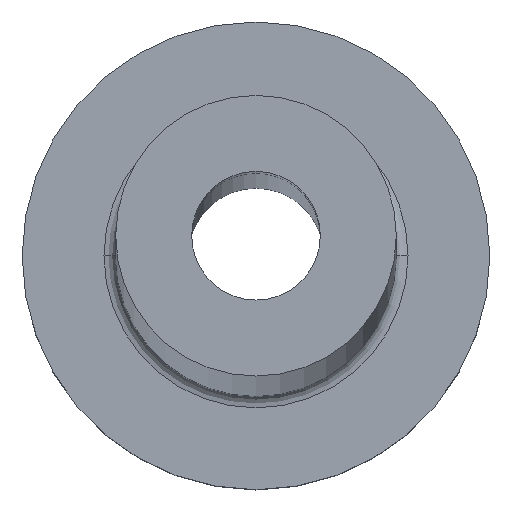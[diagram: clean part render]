
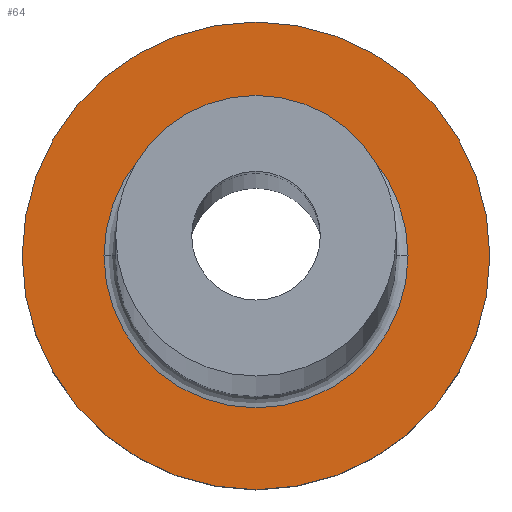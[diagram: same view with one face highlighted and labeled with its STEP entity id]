
A CAD part, top view. The second image highlights one B-rep face of the part: STEP entity #64.
In plain terms, the highlighted planar face has unit normal (0, 0, 1).
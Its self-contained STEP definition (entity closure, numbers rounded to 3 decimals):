
#6 = VERTEX_POINT ( 'NONE', #265 ) ;
#9 = VERTEX_POINT ( 'NONE', #407 ) ;
#10 = DIRECTION ( 'NONE',  ( 0., 0., -1. ) ) ;
#15 = AXIS2_PLACEMENT_3D ( 'NONE', #441, #327, #436 ) ;
#19 = PLANE ( 'NONE',  #351 ) ;
#21 = DIRECTION ( 'NONE',  ( 0., 0., -1. ) ) ;
#31 = AXIS2_PLACEMENT_3D ( 'NONE', #86, #10, #188 ) ;
#33 = VERTEX_POINT ( 'NONE', #299 ) ;
#34 = EDGE_CURVE ( 'NONE', #9, #6, #323, .T. ) ;
#50 = FACE_BOUND ( 'NONE', #282, .T. ) ;
#52 = EDGE_CURVE ( 'NONE', #6, #9, #118, .T. ) ;
#61 = CIRCLE ( 'NONE', #176, 6.5 ) ;
#64 = ADVANCED_FACE ( 'NONE', ( #50, #116 ), #19, .T. ) ;
#71 = ORIENTED_EDGE ( 'NONE', *, *, #52, .T. ) ;
#86 = CARTESIAN_POINT ( 'NONE',  ( 0., 0., 7. ) ) ;
#88 = DIRECTION ( 'NONE',  ( 0., 0., 1. ) ) ;
#110 = EDGE_LOOP ( 'NONE', ( #268, #71 ) ) ;
#115 = EDGE_CURVE ( 'NONE', #33, #431, #61, .T. ) ;
#116 = FACE_OUTER_BOUND ( 'NONE', #110, .T. ) ;
#118 = CIRCLE ( 'NONE', #15, 10. ) ;
#120 = CARTESIAN_POINT ( 'NONE',  ( -6.5, 0., 7. ) ) ;
#131 = EDGE_CURVE ( 'NONE', #431, #33, #434, .T. ) ;
#149 = DIRECTION ( 'NONE',  ( 1., 0., 0. ) ) ;
#156 = DIRECTION ( 'NONE',  ( 1., 0., 0. ) ) ;
#164 = ORIENTED_EDGE ( 'NONE', *, *, #131, .T. ) ;
#176 = AXIS2_PLACEMENT_3D ( 'NONE', #219, #21, #399 ) ;
#188 = DIRECTION ( 'NONE',  ( 1., 0., 0. ) ) ;
#219 = CARTESIAN_POINT ( 'NONE',  ( 0., 0., 7. ) ) ;
#265 = CARTESIAN_POINT ( 'NONE',  ( 10., 0., 7. ) ) ;
#268 = ORIENTED_EDGE ( 'NONE', *, *, #34, .T. ) ;
#282 = EDGE_LOOP ( 'NONE', ( #396, #164 ) ) ;
#299 = CARTESIAN_POINT ( 'NONE',  ( 6.5, 0., 7. ) ) ;
#323 = CIRCLE ( 'NONE', #409, 10. ) ;
#327 = DIRECTION ( 'NONE',  ( 0., 0., 1. ) ) ;
#351 = AXIS2_PLACEMENT_3D ( 'NONE', #445, #443, #149 ) ;
#368 = CARTESIAN_POINT ( 'NONE',  ( 0., 0., 7. ) ) ;
#396 = ORIENTED_EDGE ( 'NONE', *, *, #115, .T. ) ;
#399 = DIRECTION ( 'NONE',  ( 1., 0., 0. ) ) ;
#407 = CARTESIAN_POINT ( 'NONE',  ( -10., 0., 7. ) ) ;
#409 = AXIS2_PLACEMENT_3D ( 'NONE', #368, #88, #156 ) ;
#431 = VERTEX_POINT ( 'NONE', #120 ) ;
#434 = CIRCLE ( 'NONE', #31, 6.5 ) ;
#436 = DIRECTION ( 'NONE',  ( 1., 0., 0. ) ) ;
#441 = CARTESIAN_POINT ( 'NONE',  ( 0., 0., 7. ) ) ;
#443 = DIRECTION ( 'NONE',  ( 0., 0., 1. ) ) ;
#445 = CARTESIAN_POINT ( 'NONE',  ( 0., 0., 7. ) ) ;
